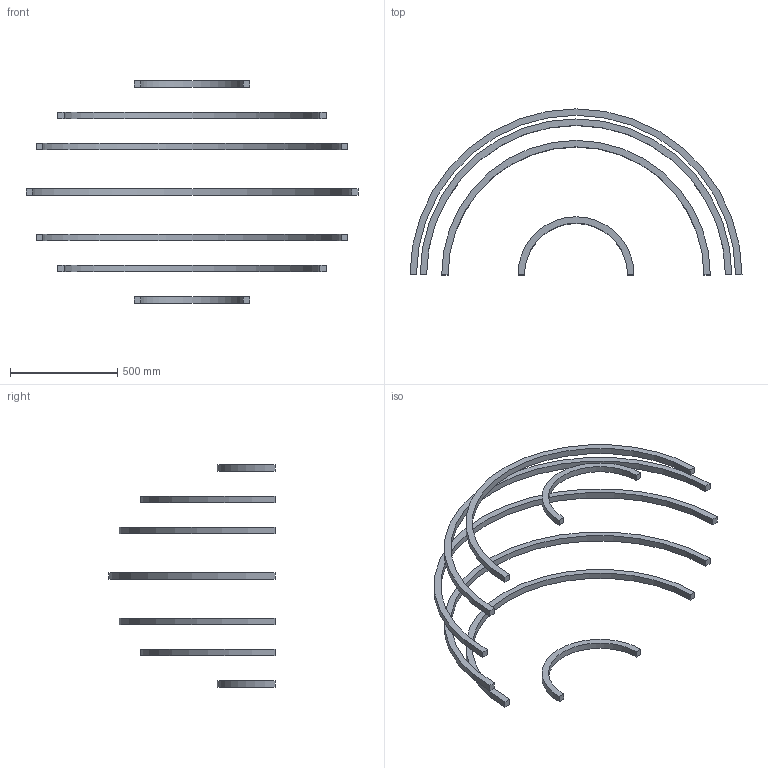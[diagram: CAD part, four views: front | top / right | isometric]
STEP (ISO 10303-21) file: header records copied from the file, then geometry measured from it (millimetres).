
FILE_DESCRIPTION(('FreeCAD Model'),'2;1');
FILE_NAME( 'poloidal_magnet.stp', '2019-09-11T15:44:31',('Author'),(''), 'Open CASCADE STEP processor 7.3','FreeCAD','Unknown');
FILE_SCHEMA(('AUTOMOTIVE_DESIGN { 1 0 10303 214 1 1 1 1 }'));
Length unit declared in the file: millimetre
Products named in the file (7): Open_CASCADE_STEP_translator_7.3_33; Open_CASCADE_STEP_translator_7.3_34; Open_CASCADE_STEP_translator_7.3_35; Open_CASCADE_STEP_translator_7.3_36; Open_CASCADE_STEP_translator_7.3_37; Open_CASCADE_STEP_translator_7.3_38; Open_CASCADE_STEP_translator_7.3_39
Bounding box: 1546.72 x 773.36 x 1036.88 mm (x, y, z)
Volume: 11062023.7 mm3; surface area: 1487536.5 mm2
Topology: 7 solids, 7 shells, 42 faces, 84 edges, 56 vertices
Faces by surface type: plane 14, cylinder 14, bspline 14
Entity records: 8091 total; most frequent: CARTESIAN_POINT 6279, DIRECTION 282, ORIENTED_EDGE 168, PCURVE 168, DEFINITIONAL_REPRESENTATION 168, LINE 140, VECTOR 140, EDGE_CURVE 84
